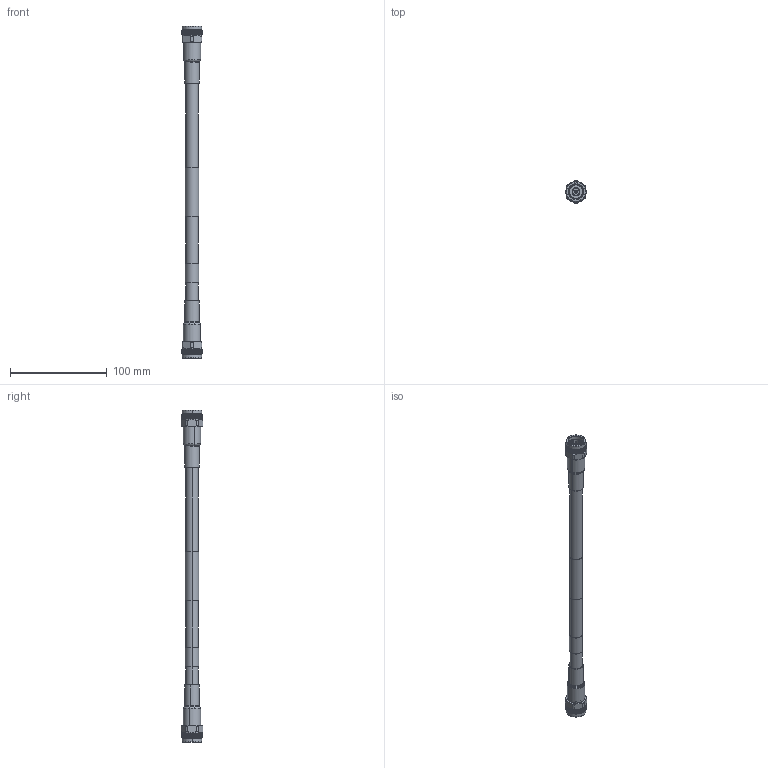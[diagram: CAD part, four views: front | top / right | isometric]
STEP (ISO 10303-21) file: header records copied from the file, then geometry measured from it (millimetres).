
FILE_DESCRIPTION (( 'STEP AP214' ), '1' );
FILE_NAME ('FMCA2040_3D.step', '2025-07-24T19:24:59', ( '' ), ( '' ), 'SwSTEP 2.0', 'SolidWorks 2022', '' );
FILE_SCHEMA (( 'AUTOMOTIVE_DESIGN' ));
Length unit declared in the file: inch
Products named in the file (4): TC-SPP500-NM-LP; SPP-500-LLPL_W_LABEL & PIM; FMCA2040_3D; HeatShrink_CA-500_5
Assembly tree (5 placements, depth 2):
  FMCA2040_3D
    SPP-500-LLPL_W_LABEL & PIM
    HeatShrink_CA-500_5  x2
    TC-SPP500-NM-LP  x2
Bounding box: 20.92 x 22.59 x 342.97 mm (x, y, z)
Volume: 52454.2 mm3; surface area: 29515 mm2
Topology: 5 solids, 5 shells, 3998 faces, 8828 edges, 4856 vertices
Faces by surface type: bspline 2890, cylinder 950, plane 72, cone 70, torus 16
Entity records: 69058 total; most frequent: CARTESIAN_POINT 41041, ORIENTED_EDGE 8858, EDGE_CURVE 4429, VERTEX_POINT 2438, DIRECTION 2062, EDGE_LOOP 2021, ADVANCED_FACE 2007, FACE_OUTER_BOUND 2007
